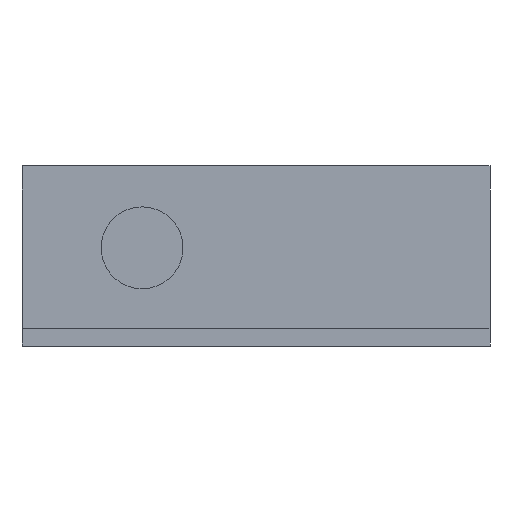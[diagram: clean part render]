
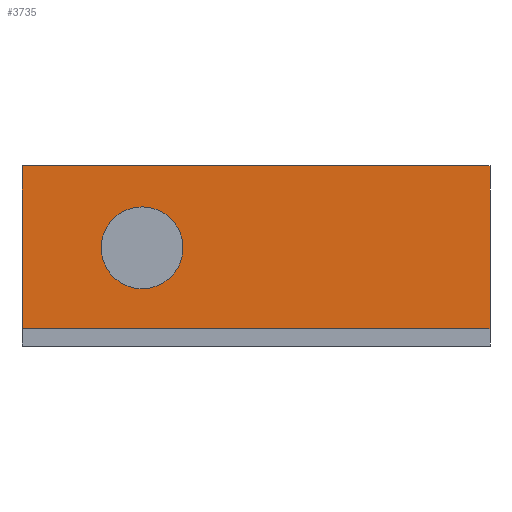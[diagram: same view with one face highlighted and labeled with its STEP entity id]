
A CAD part, left-side view. The second image highlights one B-rep face of the part: STEP entity #3735.
In plain terms, the highlighted planar face has unit normal (-1, 0, 0).
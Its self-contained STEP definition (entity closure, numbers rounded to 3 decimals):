
#48 = CARTESIAN_POINT ( 'NONE',  ( -16., -10., 7.7 ) ) ;
#54 = EDGE_CURVE ( 'NONE', #3094, #1166, #2006, .T. ) ;
#107 = VECTOR ( 'NONE', #2868, 1000. ) ;
#163 = CARTESIAN_POINT ( 'NONE',  ( -16., 4.87, 2.45 ) ) ;
#184 = DIRECTION ( 'NONE',  ( -1., 0., 0. ) ) ;
#186 = LINE ( 'NONE', #2279, #107 ) ;
#382 = EDGE_CURVE ( 'NONE', #1166, #2228, #2753, .T. ) ;
#432 = CARTESIAN_POINT ( 'NONE',  ( -16., -35.624, 7.7 ) ) ;
#458 = AXIS2_PLACEMENT_3D ( 'NONE', #1679, #184, #1056 ) ;
#461 = VERTEX_POINT ( 'NONE', #672 ) ;
#499 = DIRECTION ( 'NONE',  ( -1., 0., 0. ) ) ;
#608 = CIRCLE ( 'NONE', #3195, 1.75 ) ;
#611 = CARTESIAN_POINT ( 'NONE',  ( -16., 10., 7.7 ) ) ;
#672 = CARTESIAN_POINT ( 'NONE',  ( -16., 4.87, 5.95 ) ) ;
#736 = PLANE ( 'NONE',  #458 ) ;
#840 = LINE ( 'NONE', #3227, #3175 ) ;
#897 = ORIENTED_EDGE ( 'NONE', *, *, #2937, .F. ) ;
#965 = EDGE_CURVE ( 'NONE', #461, #1572, #2008, .T. ) ;
#1056 = DIRECTION ( 'NONE',  ( 0., 0., 1. ) ) ;
#1166 = VERTEX_POINT ( 'NONE', #1478 ) ;
#1191 = VERTEX_POINT ( 'NONE', #3569 ) ;
#1332 = DIRECTION ( 'NONE',  ( 0., 1., 0. ) ) ;
#1395 = AXIS2_PLACEMENT_3D ( 'NONE', #2245, #1945, #2551 ) ;
#1478 = CARTESIAN_POINT ( 'NONE',  ( -16., 10., 7.7 ) ) ;
#1572 = VERTEX_POINT ( 'NONE', #163 ) ;
#1679 = CARTESIAN_POINT ( 'NONE',  ( -16., -35.624, 7.7 ) ) ;
#1765 = DIRECTION ( 'NONE',  ( 0., 0., -1. ) ) ;
#1880 = EDGE_LOOP ( 'NONE', ( #2959, #2836 ) ) ;
#1945 = DIRECTION ( 'NONE',  ( -1., 0., 0. ) ) ;
#2006 = LINE ( 'NONE', #432, #2110 ) ;
#2008 = CIRCLE ( 'NONE', #1395, 1.75 ) ;
#2110 = VECTOR ( 'NONE', #1332, 1000. ) ;
#2204 = VECTOR ( 'NONE', #2994, 1000. ) ;
#2228 = VERTEX_POINT ( 'NONE', #3767 ) ;
#2245 = CARTESIAN_POINT ( 'NONE',  ( -16., 4.87, 4.2 ) ) ;
#2279 = CARTESIAN_POINT ( 'NONE',  ( -16., -35.624, 0.75 ) ) ;
#2306 = DIRECTION ( 'NONE',  ( 0., 0., 1. ) ) ;
#2428 = ORIENTED_EDGE ( 'NONE', *, *, #3777, .F. ) ;
#2492 = FACE_OUTER_BOUND ( 'NONE', #3523, .T. ) ;
#2551 = DIRECTION ( 'NONE',  ( 0., 0., 1. ) ) ;
#2753 = LINE ( 'NONE', #611, #2204 ) ;
#2836 = ORIENTED_EDGE ( 'NONE', *, *, #965, .F. ) ;
#2868 = DIRECTION ( 'NONE',  ( 0., 1., 0. ) ) ;
#2937 = EDGE_CURVE ( 'NONE', #3094, #1191, #840, .T. ) ;
#2959 = ORIENTED_EDGE ( 'NONE', *, *, #3392, .F. ) ;
#2994 = DIRECTION ( 'NONE',  ( 0., 0., -1. ) ) ;
#3094 = VERTEX_POINT ( 'NONE', #48 ) ;
#3152 = ORIENTED_EDGE ( 'NONE', *, *, #54, .T. ) ;
#3175 = VECTOR ( 'NONE', #1765, 1000. ) ;
#3195 = AXIS2_PLACEMENT_3D ( 'NONE', #3470, #499, #2306 ) ;
#3225 = FACE_BOUND ( 'NONE', #1880, .T. ) ;
#3227 = CARTESIAN_POINT ( 'NONE',  ( -16., -10., 7.7 ) ) ;
#3392 = EDGE_CURVE ( 'NONE', #1572, #461, #608, .T. ) ;
#3470 = CARTESIAN_POINT ( 'NONE',  ( -16., 4.87, 4.2 ) ) ;
#3523 = EDGE_LOOP ( 'NONE', ( #2428, #897, #3152, #3819 ) ) ;
#3569 = CARTESIAN_POINT ( 'NONE',  ( -16., -10., 0.75 ) ) ;
#3735 = ADVANCED_FACE ( 'NONE', ( #2492, #3225 ), #736, .T. ) ;
#3767 = CARTESIAN_POINT ( 'NONE',  ( -16., 10., 0.75 ) ) ;
#3777 = EDGE_CURVE ( 'NONE', #1191, #2228, #186, .T. ) ;
#3819 = ORIENTED_EDGE ( 'NONE', *, *, #382, .T. ) ;
